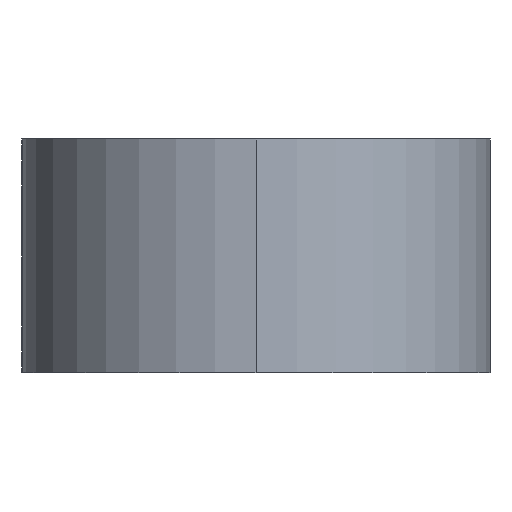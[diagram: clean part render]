
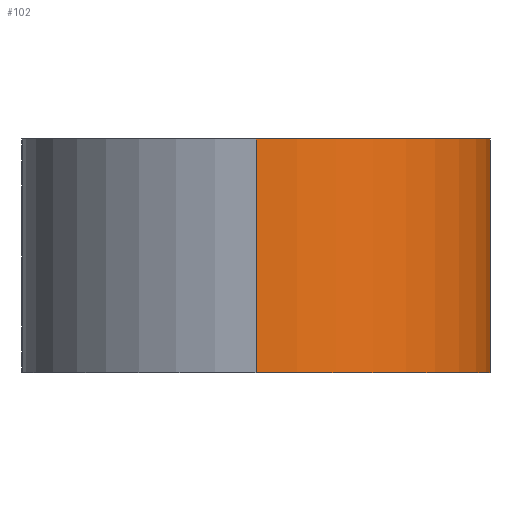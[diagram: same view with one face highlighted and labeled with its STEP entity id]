
A CAD part, left-side view. The second image highlights one B-rep face of the part: STEP entity #102.
In plain terms, the highlighted cylindrical face has radius 100 mm (diameter 200 mm), a partial arc.
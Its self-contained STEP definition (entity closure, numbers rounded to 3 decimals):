
#5 = ORIENTED_EDGE ( 'NONE', *, *, #348, .F. ) ;
#12 = EDGE_CURVE ( 'NONE', #277, #51, #242, .T. ) ;
#17 = CARTESIAN_POINT ( 'NONE',  ( -500., 0., 50. ) ) ;
#29 = DIRECTION ( 'NONE',  ( 0., 0., -1. ) ) ;
#30 = CARTESIAN_POINT ( 'NONE',  ( -400., 0., -50. ) ) ;
#36 = LINE ( 'NONE', #179, #207 ) ;
#40 = ORIENTED_EDGE ( 'NONE', *, *, #12, .T. ) ;
#51 = VERTEX_POINT ( 'NONE', #97 ) ;
#62 = CARTESIAN_POINT ( 'NONE',  ( -400., -100., 50. ) ) ;
#63 = DIRECTION ( 'NONE',  ( -1., 0., 0. ) ) ;
#97 = CARTESIAN_POINT ( 'NONE',  ( -400., -100., -50. ) ) ;
#99 = CARTESIAN_POINT ( 'NONE',  ( -400., 0., 50. ) ) ;
#100 = VERTEX_POINT ( 'NONE', #62 ) ;
#102 = ADVANCED_FACE ( 'NONE', ( #252 ), #159, .T. ) ;
#103 = CARTESIAN_POINT ( 'NONE',  ( -400., 0., 50. ) ) ;
#120 = AXIS2_PLACEMENT_3D ( 'NONE', #103, #374, #258 ) ;
#135 = CIRCLE ( 'NONE', #120, 100. ) ;
#152 = EDGE_LOOP ( 'NONE', ( #309, #388, #40, #5 ) ) ;
#159 = CYLINDRICAL_SURFACE ( 'NONE', #276, 100. ) ;
#173 = EDGE_CURVE ( 'NONE', #304, #100, #135, .T. ) ;
#178 = DIRECTION ( 'NONE',  ( 0., 0., -1. ) ) ;
#179 = CARTESIAN_POINT ( 'NONE',  ( -500., 0., 50. ) ) ;
#183 = LINE ( 'NONE', #317, #229 ) ;
#191 = DIRECTION ( 'NONE',  ( 1., 0., 0. ) ) ;
#207 = VECTOR ( 'NONE', #241, 1000. ) ;
#209 = CARTESIAN_POINT ( 'NONE',  ( -500., 0., -50. ) ) ;
#229 = VECTOR ( 'NONE', #178, 1000. ) ;
#241 = DIRECTION ( 'NONE',  ( 0., 0., -1. ) ) ;
#242 = CIRCLE ( 'NONE', #297, 100. ) ;
#248 = DIRECTION ( 'NONE',  ( 0., 0., 1. ) ) ;
#252 = FACE_OUTER_BOUND ( 'NONE', #152, .T. ) ;
#258 = DIRECTION ( 'NONE',  ( 1., 0., 0. ) ) ;
#276 = AXIS2_PLACEMENT_3D ( 'NONE', #99, #29, #63 ) ;
#277 = VERTEX_POINT ( 'NONE', #209 ) ;
#297 = AXIS2_PLACEMENT_3D ( 'NONE', #30, #248, #191 ) ;
#304 = VERTEX_POINT ( 'NONE', #17 ) ;
#309 = ORIENTED_EDGE ( 'NONE', *, *, #173, .F. ) ;
#317 = CARTESIAN_POINT ( 'NONE',  ( -400., -100., 50. ) ) ;
#348 = EDGE_CURVE ( 'NONE', #100, #51, #183, .T. ) ;
#365 = EDGE_CURVE ( 'NONE', #304, #277, #36, .T. ) ;
#374 = DIRECTION ( 'NONE',  ( 0., 0., 1. ) ) ;
#388 = ORIENTED_EDGE ( 'NONE', *, *, #365, .T. ) ;
